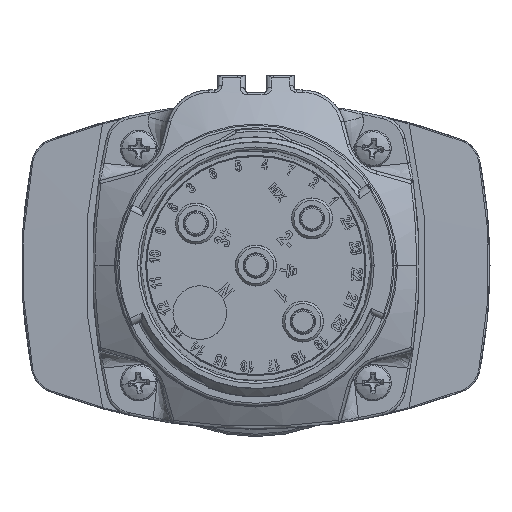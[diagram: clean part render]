
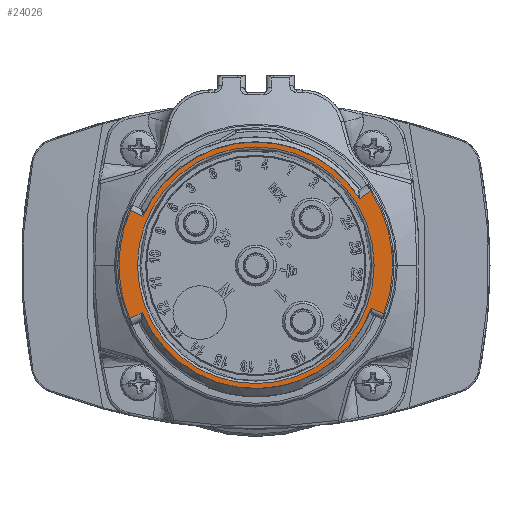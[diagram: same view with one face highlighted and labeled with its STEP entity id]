
A CAD part, top view. The second image highlights one B-rep face of the part: STEP entity #24026.
In plain terms, the highlighted planar face has unit normal (0, 0, 1).
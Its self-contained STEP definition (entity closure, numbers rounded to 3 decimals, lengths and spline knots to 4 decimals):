
#795 = DIRECTION ( 'NONE',  ( -0.899, 0.438, 0. ) ) ;
#3193 = DIRECTION ( 'NONE',  ( 0., 0., -1. ) ) ;
#5724 = CARTESIAN_POINT ( 'NONE',  ( 0.8378, 0.5357, 1.9685 ) ) ;
#5778 = ORIENTED_EDGE ( 'NONE', *, *, #152299, .T. ) ;
#6823 = AXIS2_PLACEMENT_3D ( 'NONE', #163745, #93312, #203086 ) ;
#9704 = EDGE_CURVE ( 'NONE', #191032, #215915, #223738, .T. ) ;
#11034 = ORIENTED_EDGE ( 'NONE', *, *, #37414, .T. ) ;
#13045 = AXIS2_PLACEMENT_3D ( 'NONE', #99837, #208422, #172586 ) ;
#15277 = EDGE_LOOP ( 'NONE', ( #11034, #126785, #30701, #194079, #182116, #211104, #31072, #37436, #77769 ) ) ;
#19172 = CARTESIAN_POINT ( 'NONE',  ( 0., 0., 1.9685 ) ) ;
#21072 = PLANE ( 'NONE',  #173461 ) ;
#24026 = ADVANCED_FACE ( 'NONE', ( #111826, #113017 ), #21072, .F. ) ;
#25916 = DIRECTION ( 'NONE',  ( -1., 0., 0. ) ) ;
#30701 = ORIENTED_EDGE ( 'NONE', *, *, #100334, .T. ) ;
#31072 = ORIENTED_EDGE ( 'NONE', *, *, #9704, .T. ) ;
#31988 = VERTEX_POINT ( 'NONE', #190508 ) ;
#33597 = EDGE_CURVE ( 'NONE', #160387, #50238, #71905, .T. ) ;
#33828 = CARTESIAN_POINT ( 'NONE',  ( 0.9269, 0.6004, 1.9685 ) ) ;
#36013 = CARTESIAN_POINT ( 'NONE',  ( 0.9314, -0.3483, 1.9685 ) ) ;
#37414 = EDGE_CURVE ( 'NONE', #177205, #109040, #128538, .T. ) ;
#37436 = ORIENTED_EDGE ( 'NONE', *, *, #158972, .T. ) ;
#41208 = VECTOR ( 'NONE', #43278, 39.3701 ) ;
#43278 = DIRECTION ( 'NONE',  ( 0.899, 0.438, 0. ) ) ;
#45561 = CIRCLE ( 'NONE', #6823, 0.9546 ) ;
#50238 = VERTEX_POINT ( 'NONE', #36013 ) ;
#55681 = EDGE_LOOP ( 'NONE', ( #119247, #5778 ) ) ;
#58115 = DIRECTION ( 'NONE',  ( 0., -1., 0. ) ) ;
#60491 = DIRECTION ( 'NONE',  ( -1., 0., 0. ) ) ;
#62946 = DIRECTION ( 'NONE',  ( 0., 0., 1. ) ) ;
#63850 = EDGE_CURVE ( 'NONE', #101485, #177205, #162040, .T. ) ;
#64095 = CARTESIAN_POINT ( 'NONE',  ( -0.9181, -0.3821, 1.9685 ) ) ;
#69838 = VERTEX_POINT ( 'NONE', #190193 ) ;
#70886 = EDGE_CURVE ( 'NONE', #142142, #228597, #45561, .T. ) ;
#71905 = CIRCLE ( 'NONE', #75686, 0.9944 ) ;
#72992 = EDGE_CURVE ( 'NONE', #109040, #31988, #201377, .T. ) ;
#75686 = AXIS2_PLACEMENT_3D ( 'NONE', #78414, #151200, #60491 ) ;
#77292 = DIRECTION ( 'NONE',  ( -1., 0., 0. ) ) ;
#77769 = ORIENTED_EDGE ( 'NONE', *, *, #63850, .T. ) ;
#78414 = CARTESIAN_POINT ( 'NONE',  ( 0., 0., 1.9685 ) ) ;
#79916 = DIRECTION ( 'NONE',  ( -1., 0., 0. ) ) ;
#81173 = CARTESIAN_POINT ( 'NONE',  ( -0.9119, 0.3966, 1.9685 ) ) ;
#85928 = AXIS2_PLACEMENT_3D ( 'NONE', #188241, #97568, #77292 ) ;
#93312 = DIRECTION ( 'NONE',  ( 0., 0., -1. ) ) ;
#93925 = CARTESIAN_POINT ( 'NONE',  ( 0., 0., 1.9685 ) ) ;
#95433 = CARTESIAN_POINT ( 'NONE',  ( 0., 0., 1.9685 ) ) ;
#96793 = LINE ( 'NONE', #145763, #130918 ) ;
#97568 = DIRECTION ( 'NONE',  ( 0., 0., 1. ) ) ;
#98553 = AXIS2_PLACEMENT_3D ( 'NONE', #95433, #132413, #79916 ) ;
#99403 = CARTESIAN_POINT ( 'NONE',  ( 1.0327, -0.3913, 1.9685 ) ) ;
#99837 = CARTESIAN_POINT ( 'NONE',  ( 0., 0., 1.9685 ) ) ;
#100334 = EDGE_CURVE ( 'NONE', #31988, #69838, #115995, .T. ) ;
#101485 = VERTEX_POINT ( 'NONE', #5724 ) ;
#109040 = VERTEX_POINT ( 'NONE', #143918 ) ;
#111826 = FACE_OUTER_BOUND ( 'NONE', #15277, .T. ) ;
#112045 = EDGE_CURVE ( 'NONE', #50238, #191032, #96793, .T. ) ;
#113017 = FACE_BOUND ( 'NONE', #55681, .T. ) ;
#114921 = LINE ( 'NONE', #167442, #41208 ) ;
#115995 = CIRCLE ( 'NONE', #13045, 1.1043 ) ;
#116934 = AXIS2_PLACEMENT_3D ( 'NONE', #133385, #62946, #25916 ) ;
#119247 = ORIENTED_EDGE ( 'NONE', *, *, #70886, .T. ) ;
#126534 = DIRECTION ( 'NONE',  ( -0.809, -0.588, 0. ) ) ;
#126785 = ORIENTED_EDGE ( 'NONE', *, *, #72992, .T. ) ;
#128538 = LINE ( 'NONE', #216898, #209417 ) ;
#130092 = LINE ( 'NONE', #202875, #228452 ) ;
#130918 = VECTOR ( 'NONE', #168386, 39.3701 ) ;
#132413 = DIRECTION ( 'NONE',  ( 0., 0., 1. ) ) ;
#133385 = CARTESIAN_POINT ( 'NONE',  ( 0., 0., 1.9685 ) ) ;
#140064 = CARTESIAN_POINT ( 'NONE',  ( -0.9546, 0., 1.9685 ) ) ;
#140924 = CARTESIAN_POINT ( 'NONE',  ( 0.9546, 0., 1.9685 ) ) ;
#142142 = VERTEX_POINT ( 'NONE', #140064 ) ;
#143918 = CARTESIAN_POINT ( 'NONE',  ( -1.0108, 0.4448, 1.9685 ) ) ;
#145763 = CARTESIAN_POINT ( 'NONE',  ( 1.0425, -0.3955, 1.9685 ) ) ;
#151200 = DIRECTION ( 'NONE',  ( 0., 0., 1. ) ) ;
#151697 = EDGE_CURVE ( 'NONE', #69838, #160387, #114921, .T. ) ;
#152299 = EDGE_CURVE ( 'NONE', #228597, #142142, #208898, .T. ) ;
#158972 = EDGE_CURVE ( 'NONE', #215915, #101485, #130092, .T. ) ;
#160387 = VERTEX_POINT ( 'NONE', #64095 ) ;
#162040 = CIRCLE ( 'NONE', #85928, 0.9944 ) ;
#163745 = CARTESIAN_POINT ( 'NONE',  ( 0., 0., 1.9685 ) ) ;
#167442 = CARTESIAN_POINT ( 'NONE',  ( -0.9211, -0.3836, 1.9685 ) ) ;
#168386 = DIRECTION ( 'NONE',  ( 0.921, -0.391, 0. ) ) ;
#172586 = DIRECTION ( 'NONE',  ( -1., 0., 0. ) ) ;
#173461 = AXIS2_PLACEMENT_3D ( 'NONE', #93925, #3193, #58115 ) ;
#177205 = VERTEX_POINT ( 'NONE', #81173 ) ;
#182116 = ORIENTED_EDGE ( 'NONE', *, *, #33597, .T. ) ;
#188241 = CARTESIAN_POINT ( 'NONE',  ( 0., 0., 1.9685 ) ) ;
#190193 = CARTESIAN_POINT ( 'NONE',  ( -1.017, -0.4303, 1.9685 ) ) ;
#190508 = CARTESIAN_POINT ( 'NONE',  ( -1.1043, 0., 1.9685 ) ) ;
#191032 = VERTEX_POINT ( 'NONE', #99403 ) ;
#194079 = ORIENTED_EDGE ( 'NONE', *, *, #151697, .T. ) ;
#200570 = DIRECTION ( 'NONE',  ( 0., 0., -1. ) ) ;
#201377 = CIRCLE ( 'NONE', #98553, 1.1043 ) ;
#202875 = CARTESIAN_POINT ( 'NONE',  ( 0.8405, 0.5377, 1.9685 ) ) ;
#203086 = DIRECTION ( 'NONE',  ( -1., 0., 0. ) ) ;
#208422 = DIRECTION ( 'NONE',  ( 0., 0., 1. ) ) ;
#208898 = CIRCLE ( 'NONE', #235621, 0.9546 ) ;
#209417 = VECTOR ( 'NONE', #795, 39.3701 ) ;
#211104 = ORIENTED_EDGE ( 'NONE', *, *, #112045, .T. ) ;
#215915 = VERTEX_POINT ( 'NONE', #33828 ) ;
#216898 = CARTESIAN_POINT ( 'NONE',  ( -1.0204, 0.4495, 1.9685 ) ) ;
#218499 = DIRECTION ( 'NONE',  ( -1., 0., 0. ) ) ;
#223738 = CIRCLE ( 'NONE', #116934, 1.1043 ) ;
#228452 = VECTOR ( 'NONE', #126534, 39.3701 ) ;
#228597 = VERTEX_POINT ( 'NONE', #140924 ) ;
#235621 = AXIS2_PLACEMENT_3D ( 'NONE', #19172, #200570, #218499 ) ;
